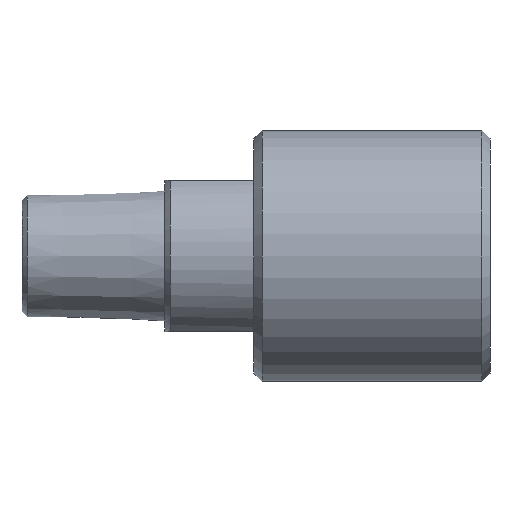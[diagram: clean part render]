
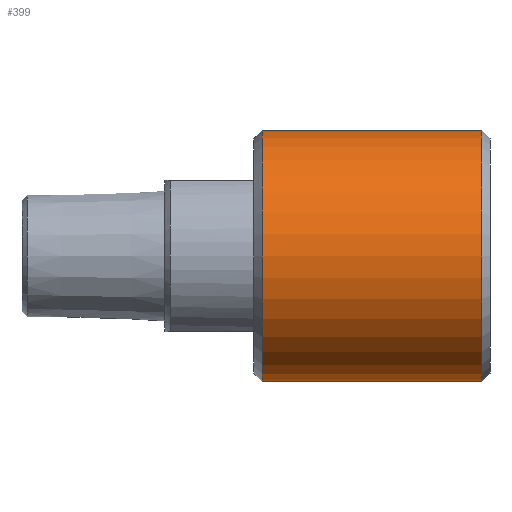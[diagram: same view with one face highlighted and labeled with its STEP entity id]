
A CAD part, front view. The second image highlights one B-rep face of the part: STEP entity #399.
In plain terms, the highlighted cylindrical face has radius 11.811 mm (diameter 23.622 mm), a full revolution.
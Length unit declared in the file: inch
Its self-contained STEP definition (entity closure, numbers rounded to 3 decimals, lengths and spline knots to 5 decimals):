
#59=FACE_BOUND($,#122,.T.);
#92=FACE_OUTER_BOUND($,#121,.T.);
#121=EDGE_LOOP($,(#300));
#122=EDGE_LOOP($,(#301));
#183=CIRCLE($,#439,0.465);
#184=CIRCLE($,#440,0.465);
#216=VERTEX_POINT($,#651);
#217=VERTEX_POINT($,#653);
#255=EDGE_CURVE($,#216,#216,#183,.T.);
#256=EDGE_CURVE($,#217,#217,#184,.T.);
#300=ORIENTED_EDGE($,*,*,#255,.F.);
#301=ORIENTED_EDGE($,*,*,#256,.T.);
#390=CYLINDRICAL_SURFACE($,#438,0.465);
#399=ADVANCED_FACE($,(#92,#59),#390,.T.);
#438=AXIS2_PLACEMENT_3D($,#650,#507,#508);
#439=AXIS2_PLACEMENT_3D($,#652,#509,#510);
#440=AXIS2_PLACEMENT_3D($,#654,#511,#512);
#507=DIRECTION('center_axis',(1.,0.,0.));
#508=DIRECTION('ref_axis',(0.,1.,0.));
#509=DIRECTION('center_axis',(1.,0.,0.));
#510=DIRECTION('ref_axis',(0.,1.,0.));
#511=DIRECTION('center_axis',(1.,0.,0.));
#512=DIRECTION('ref_axis',(0.,1.,0.));
#650=CARTESIAN_POINT('Origin',(1.2975,0.,0.));
#651=CARTESIAN_POINT('',(1.705,0.465,0.));
#652=CARTESIAN_POINT('Origin',(1.705,0.,0.));
#653=CARTESIAN_POINT('',(0.89,0.465,0.));
#654=CARTESIAN_POINT('Origin',(0.89,0.,0.));
